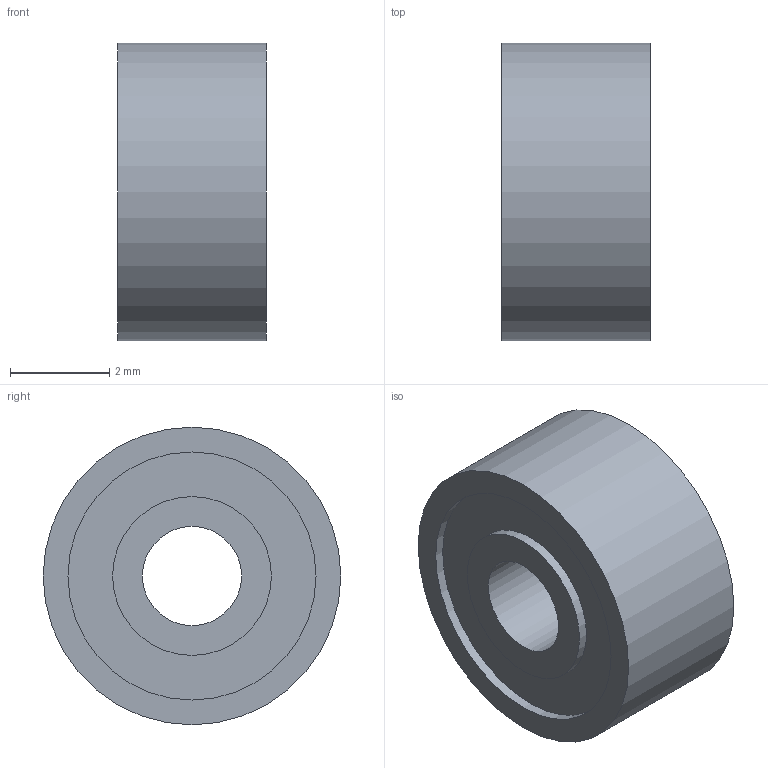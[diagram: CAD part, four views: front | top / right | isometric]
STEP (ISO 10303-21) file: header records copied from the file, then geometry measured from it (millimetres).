
FILE_DESCRIPTION(/* description */ (''),/* implementation_level */ '2;1');
FILE_NAME(/* name */ 'Kugellager 692-ZZ_ipt_ecabc572.STEP',/* time_stamp */ '2021-11-25T11:14:53-03:00',/* author */ ('rYan'),/* organization */ (''),/* preprocessor_version */ 'ST-DEVELOPER v18.1',/* originating_system */ 'Autodesk Inventor 2020',/* authorisation */ '');
FILE_SCHEMA (('AUTOMOTIVE_DESIGN { 1 0 10303 214 3 1 1 }'));
Length unit declared in the file: millimetre
Products named in the file (1): Kugellager 692-ZZ
Bounding box: 3 x 6 x 6 mm (x, y, z)
Volume: 70.8 mm3; surface area: 136 mm2
Topology: 1 solids, 1 shells, 12 faces, 30 edges, 24 vertices
Faces by surface type: plane 6, cylinder 6
Full cylindrical faces by diameter (mm): 2 x1, 3.2 x2, 5 x2, 6 x1
Entity records: 433 total; most frequent: DIRECTION 80, CARTESIAN_POINT 67, ORIENTED_EDGE 60, AXIS2_PLACEMENT_3D 37, EDGE_CURVE 30, CIRCLE 24, VERTEX_POINT 24, EDGE_LOOP 18
